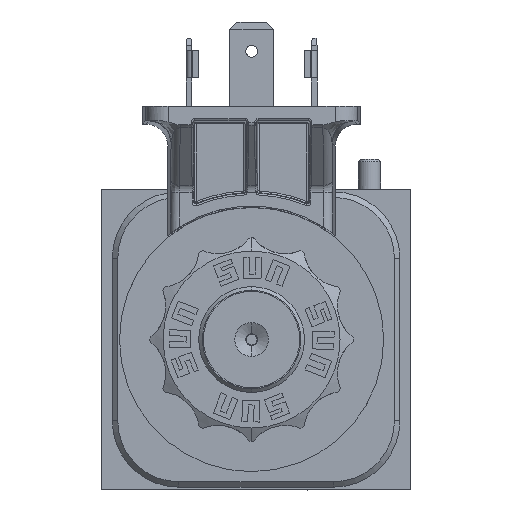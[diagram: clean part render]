
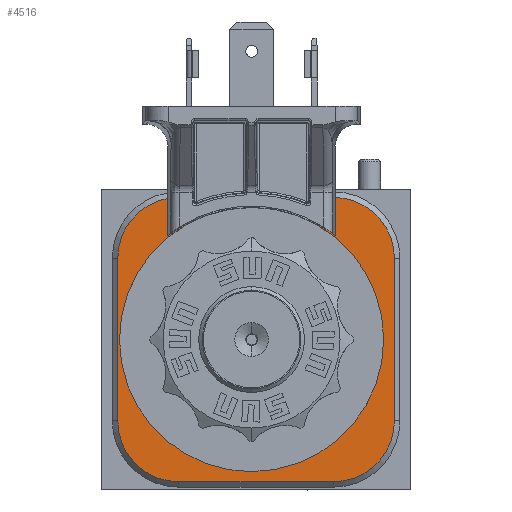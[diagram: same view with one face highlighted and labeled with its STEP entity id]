
A CAD part, front view. The second image highlights one B-rep face of the part: STEP entity #4516.
In plain terms, the highlighted planar face has unit normal (0, -1, 0).
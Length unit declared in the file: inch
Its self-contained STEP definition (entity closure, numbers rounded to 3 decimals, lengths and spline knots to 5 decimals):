
#1995=CARTESIAN_POINT('',(0.85,-3.25,0.85));
#1996=DIRECTION('',(0.,1.,0.));
#1997=DIRECTION('',(0.,0.,-1.));
#1998=AXIS2_PLACEMENT_3D('',#1995,#1996,#1997);
#2000=CARTESIAN_POINT('',(0.85,-3.25,0.85));
#2001=DIRECTION('',(0.,1.,0.));
#2002=DIRECTION('',(0.,0.,1.));
#2003=AXIS2_PLACEMENT_3D('',#2000,#2001,#2002);
#2005=CARTESIAN_POINT('',(1.313,-3.25,1.309));
#2006=DIRECTION('',(0.,1.,0.));
#2007=DIRECTION('',(0.,0.,1.));
#2008=AXIS2_PLACEMENT_3D('',#2005,#2006,#2007);
#2019=DIRECTION('',(1.,0.,0.));
#2020=VECTOR('',#2019,0.875);
#2021=CARTESIAN_POINT('',(0.438,-3.25,1.653));
#2022=LINE('',#2021,#2020);
#2031=CARTESIAN_POINT('',(0.438,-3.25,1.309));
#2032=DIRECTION('',(0.,1.,0.));
#2033=DIRECTION('',(-1.,0.,0.));
#2034=AXIS2_PLACEMENT_3D('',#2031,#2032,#2033);
#2045=DIRECTION('',(0.,0.,1.));
#2046=VECTOR('',#2045,0.918);
#2047=CARTESIAN_POINT('',(0.094,-3.25,0.391));
#2048=LINE('',#2047,#2046);
#2057=CARTESIAN_POINT('',(0.438,-3.25,0.391));
#2058=DIRECTION('',(0.,1.,0.));
#2059=DIRECTION('',(0.,0.,-1.));
#2060=AXIS2_PLACEMENT_3D('',#2057,#2058,#2059);
#2071=DIRECTION('',(-1.,0.,0.));
#2072=VECTOR('',#2071,0.875);
#2073=CARTESIAN_POINT('',(1.313,-3.25,0.047));
#2074=LINE('',#2073,#2072);
#2079=CARTESIAN_POINT('',(1.313,-3.25,0.391));
#2080=DIRECTION('',(0.,1.,0.));
#2081=DIRECTION('',(1.,0.,0.));
#2082=AXIS2_PLACEMENT_3D('',#2079,#2080,#2081);
#2097=DIRECTION('',(0.,0.,-1.));
#2098=VECTOR('',#2097,0.918);
#2099=CARTESIAN_POINT('',(1.657,-3.25,1.309));
#2100=LINE('',#2099,#2098);
#3020=CARTESIAN_POINT('',(0.85,-3.25,1.2805));
#3021=VERTEX_POINT('',#3020);
#3026=CARTESIAN_POINT('',(0.85,-3.25,0.4195));
#3027=VERTEX_POINT('',#3026);
#3066=CARTESIAN_POINT('',(1.313,-3.25,0.047));
#3067=CARTESIAN_POINT('',(0.438,-3.25,0.047));
#3068=VERTEX_POINT('',#3066);
#3069=VERTEX_POINT('',#3067);
#3074=CARTESIAN_POINT('',(0.094,-3.25,0.391));
#3075=VERTEX_POINT('',#3074);
#3078=CARTESIAN_POINT('',(0.094,-3.25,1.309));
#3079=VERTEX_POINT('',#3078);
#3082=CARTESIAN_POINT('',(0.438,-3.25,1.653));
#3083=VERTEX_POINT('',#3082);
#3086=CARTESIAN_POINT('',(1.313,-3.25,1.653));
#3087=VERTEX_POINT('',#3086);
#3090=CARTESIAN_POINT('',(1.657,-3.25,1.309));
#3091=VERTEX_POINT('',#3090);
#3094=CARTESIAN_POINT('',(1.657,-3.25,0.391));
#3095=VERTEX_POINT('',#3094);
#4489=CARTESIAN_POINT('',(0.,-3.25,0.));
#4490=DIRECTION('',(0.,-1.,0.));
#4491=DIRECTION('',(1.,0.,0.));
#4492=AXIS2_PLACEMENT_3D('',#4489,#4490,#4491);
#4493=PLANE('',#4492);
#4495=ORIENTED_EDGE('',*,*,#4494,.T.);
#4497=ORIENTED_EDGE('',*,*,#4496,.T.);
#4499=ORIENTED_EDGE('',*,*,#4498,.T.);
#4501=ORIENTED_EDGE('',*,*,#4500,.T.);
#4503=ORIENTED_EDGE('',*,*,#4502,.T.);
#4505=ORIENTED_EDGE('',*,*,#4504,.T.);
#4507=ORIENTED_EDGE('',*,*,#4506,.T.);
#4509=ORIENTED_EDGE('',*,*,#4508,.T.);
#4510=EDGE_LOOP('',(#4495,#4497,#4499,#4501,#4503,#4505,#4507,#4509));
#4511=FACE_OUTER_BOUND('',#4510,.F.);
#4512=ORIENTED_EDGE('',*,*,#4484,.F.);
#4513=ORIENTED_EDGE('',*,*,#4468,.F.);
#4514=EDGE_LOOP('',(#4512,#4513));
#4515=FACE_BOUND('',#4514,.F.);
#4516=ADVANCED_FACE('',(#4511,#4515),#4493,.T.);
#1999=CIRCLE('',#1998,0.4305);
#2004=CIRCLE('',#2003,0.4305);
#2009=CIRCLE('',#2008,0.344);
#2035=CIRCLE('',#2034,0.344);
#2061=CIRCLE('',#2060,0.344);
#2083=CIRCLE('',#2082,0.344);
#4468=EDGE_CURVE('',#3021,#3027,#2004,.T.);
#4484=EDGE_CURVE('',#3027,#3021,#1999,.T.);
#4494=EDGE_CURVE('',#3087,#3091,#2009,.T.);
#4496=EDGE_CURVE('',#3091,#3095,#2100,.T.);
#4498=EDGE_CURVE('',#3095,#3068,#2083,.T.);
#4500=EDGE_CURVE('',#3068,#3069,#2074,.T.);
#4502=EDGE_CURVE('',#3069,#3075,#2061,.T.);
#4504=EDGE_CURVE('',#3075,#3079,#2048,.T.);
#4506=EDGE_CURVE('',#3079,#3083,#2035,.T.);
#4508=EDGE_CURVE('',#3083,#3087,#2022,.T.);
